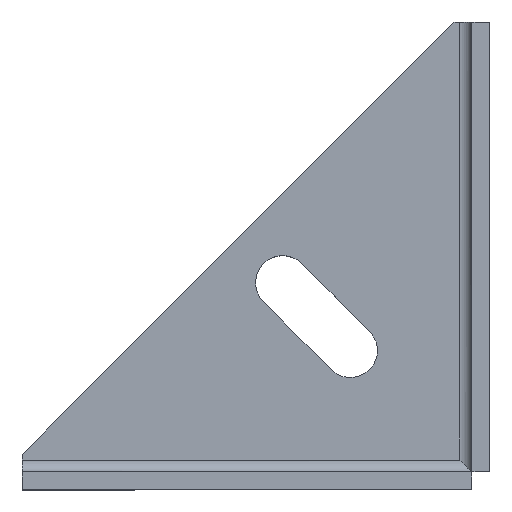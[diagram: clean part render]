
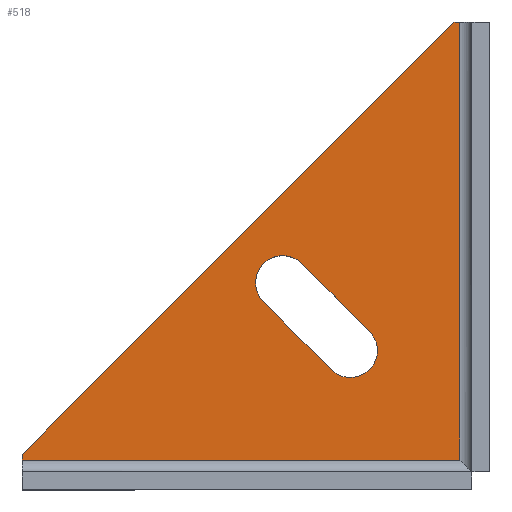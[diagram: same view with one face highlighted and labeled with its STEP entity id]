
A CAD part, top view. The second image highlights one B-rep face of the part: STEP entity #518.
In plain terms, the highlighted planar face has unit normal (0, 0, 1).
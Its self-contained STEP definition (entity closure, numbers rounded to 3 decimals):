
#2 = CARTESIAN_POINT ( 'NONE',  ( -5., 78., 3. ) ) ;
#47 = VERTEX_POINT ( 'NONE', #1878 ) ;
#127 = LINE ( 'NONE', #2151, #559 ) ;
#136 = VERTEX_POINT ( 'NONE', #870 ) ;
#171 = ORIENTED_EDGE ( 'NONE', *, *, #1292, .T. ) ;
#193 = ORIENTED_EDGE ( 'NONE', *, *, #1847, .T. ) ;
#205 = DIRECTION ( 'NONE',  ( -0.707, -0.707, 0. ) ) ;
#213 = EDGE_CURVE ( 'NONE', #1528, #2079, #1380, .T. ) ;
#231 = DIRECTION ( 'NONE',  ( 1., 0., 0. ) ) ;
#295 = CARTESIAN_POINT ( 'NONE',  ( 0., 5., 3. ) ) ;
#331 = VERTEX_POINT ( 'NONE', #1584 ) ;
#334 = CARTESIAN_POINT ( 'NONE',  ( -23.257, 23.267, 3. ) ) ;
#346 = VECTOR ( 'NONE', #2078, 1000. ) ;
#347 = VECTOR ( 'NONE', #1500, 1000. ) ;
#354 = CARTESIAN_POINT ( 'NONE',  ( -26.439, 20.085, 3. ) ) ;
#371 = ORIENTED_EDGE ( 'NONE', *, *, #519, .T. ) ;
#472 = FACE_OUTER_BOUND ( 'NONE', #905, .T. ) ;
#516 = ORIENTED_EDGE ( 'NONE', *, *, #1758, .T. ) ;
#518 = ADVANCED_FACE ( 'NONE', ( #1516, #472 ), #2319, .T. ) ;
#519 = EDGE_CURVE ( 'NONE', #136, #1344, #1771, .T. ) ;
#559 = VECTOR ( 'NONE', #984, 1000. ) ;
#574 = CARTESIAN_POINT ( 'NONE',  ( -6., 78., 3. ) ) ;
#590 = CIRCLE ( 'NONE', #869, 4.5 ) ;
#715 = VECTOR ( 'NONE', #205, 1000. ) ;
#728 = EDGE_CURVE ( 'NONE', #1439, #1754, #1283, .T. ) ;
#749 = EDGE_CURVE ( 'NONE', #1561, #1714, #806, .T. ) ;
#766 = ORIENTED_EDGE ( 'NONE', *, *, #749, .T. ) ;
#784 = CARTESIAN_POINT ( 'NONE',  ( -78., 5., 3. ) ) ;
#788 = LINE ( 'NONE', #574, #715 ) ;
#789 = DIRECTION ( 'NONE',  ( 0., 0., 1. ) ) ;
#806 = LINE ( 'NONE', #1067, #2299 ) ;
#828 = CARTESIAN_POINT ( 'NONE',  ( -5., 5., 3. ) ) ;
#833 = ORIENTED_EDGE ( 'NONE', *, *, #1726, .T. ) ;
#869 = AXIS2_PLACEMENT_3D ( 'NONE', #1972, #2362, #231 ) ;
#870 = CARTESIAN_POINT ( 'NONE',  ( -26.439, 20.085, 3. ) ) ;
#883 = ORIENTED_EDGE ( 'NONE', *, *, #1556, .T. ) ;
#884 = ORIENTED_EDGE ( 'NONE', *, *, #213, .T. ) ;
#904 = CARTESIAN_POINT ( 'NONE',  ( -78., 0., 3. ) ) ;
#905 = EDGE_LOOP ( 'NONE', ( #2474, #193, #2048, #833, #766 ) ) ;
#956 = DIRECTION ( 'NONE',  ( 1., 0., 0. ) ) ;
#984 = DIRECTION ( 'NONE',  ( 0.707, -0.707, 0. ) ) ;
#1025 = CARTESIAN_POINT ( 'NONE',  ( -5., 78., 3. ) ) ;
#1066 = DIRECTION ( 'NONE',  ( 0., 0., -1. ) ) ;
#1067 = CARTESIAN_POINT ( 'NONE',  ( 0., 78., 3. ) ) ;
#1182 = CARTESIAN_POINT ( 'NONE',  ( -20.075, 26.449, 3. ) ) ;
#1203 = LINE ( 'NONE', #1025, #1859 ) ;
#1241 = DIRECTION ( 'NONE',  ( 1., 0., 0. ) ) ;
#1243 = CARTESIAN_POINT ( 'NONE',  ( -18.757, 23.267, 3. ) ) ;
#1283 = LINE ( 'NONE', #295, #346 ) ;
#1292 = EDGE_CURVE ( 'NONE', #331, #1528, #127, .T. ) ;
#1298 = AXIS2_PLACEMENT_3D ( 'NONE', #1797, #1066, #1241 ) ;
#1333 = AXIS2_PLACEMENT_3D ( 'NONE', #334, #1710, #2111 ) ;
#1344 = VERTEX_POINT ( 'NONE', #2267 ) ;
#1380 = CIRCLE ( 'NONE', #1333, 4.5 ) ;
#1439 = VERTEX_POINT ( 'NONE', #784 ) ;
#1490 = EDGE_CURVE ( 'NONE', #1714, #47, #788, .T. ) ;
#1500 = DIRECTION ( 'NONE',  ( 0., -1., 0. ) ) ;
#1516 = FACE_BOUND ( 'NONE', #1984, .T. ) ;
#1528 = VERTEX_POINT ( 'NONE', #1182 ) ;
#1556 = EDGE_CURVE ( 'NONE', #2079, #136, #590, .T. ) ;
#1561 = VERTEX_POINT ( 'NONE', #2 ) ;
#1584 = CARTESIAN_POINT ( 'NONE',  ( -31.388, 37.762, 3. ) ) ;
#1615 = AXIS2_PLACEMENT_3D ( 'NONE', #2337, #789, #956 ) ;
#1665 = LINE ( 'NONE', #904, #347 ) ;
#1676 = DIRECTION ( 'NONE',  ( -1., 0., 0. ) ) ;
#1693 = CARTESIAN_POINT ( 'NONE',  ( -6., 78., 3. ) ) ;
#1710 = DIRECTION ( 'NONE',  ( 0., 0., -1. ) ) ;
#1714 = VERTEX_POINT ( 'NONE', #1693 ) ;
#1726 = EDGE_CURVE ( 'NONE', #1754, #1561, #1203, .T. ) ;
#1732 = DIRECTION ( 'NONE',  ( -0.707, 0.707, 0. ) ) ;
#1754 = VERTEX_POINT ( 'NONE', #828 ) ;
#1758 = EDGE_CURVE ( 'NONE', #1344, #331, #1886, .T. ) ;
#1771 = LINE ( 'NONE', #354, #2003 ) ;
#1797 = CARTESIAN_POINT ( 'NONE',  ( -34.57, 34.58, 3. ) ) ;
#1847 = EDGE_CURVE ( 'NONE', #47, #1439, #1665, .T. ) ;
#1859 = VECTOR ( 'NONE', #1985, 1000. ) ;
#1878 = CARTESIAN_POINT ( 'NONE',  ( -78., 6., 3. ) ) ;
#1886 = CIRCLE ( 'NONE', #1298, 4.5 ) ;
#1972 = CARTESIAN_POINT ( 'NONE',  ( -23.257, 23.267, 3. ) ) ;
#1984 = EDGE_LOOP ( 'NONE', ( #884, #883, #371, #516, #171 ) ) ;
#1985 = DIRECTION ( 'NONE',  ( 0., 1., 0. ) ) ;
#2003 = VECTOR ( 'NONE', #1732, 1000. ) ;
#2048 = ORIENTED_EDGE ( 'NONE', *, *, #728, .T. ) ;
#2078 = DIRECTION ( 'NONE',  ( 1., 0., 0. ) ) ;
#2079 = VERTEX_POINT ( 'NONE', #1243 ) ;
#2111 = DIRECTION ( 'NONE',  ( 1., 0., 0. ) ) ;
#2151 = CARTESIAN_POINT ( 'NONE',  ( -31.388, 37.762, 3. ) ) ;
#2267 = CARTESIAN_POINT ( 'NONE',  ( -37.752, 31.398, 3. ) ) ;
#2299 = VECTOR ( 'NONE', #1676, 1000. ) ;
#2319 = PLANE ( 'NONE',  #1615 ) ;
#2337 = CARTESIAN_POINT ( 'NONE',  ( 0., 78., 3. ) ) ;
#2362 = DIRECTION ( 'NONE',  ( 0., 0., -1. ) ) ;
#2474 = ORIENTED_EDGE ( 'NONE', *, *, #1490, .T. ) ;
